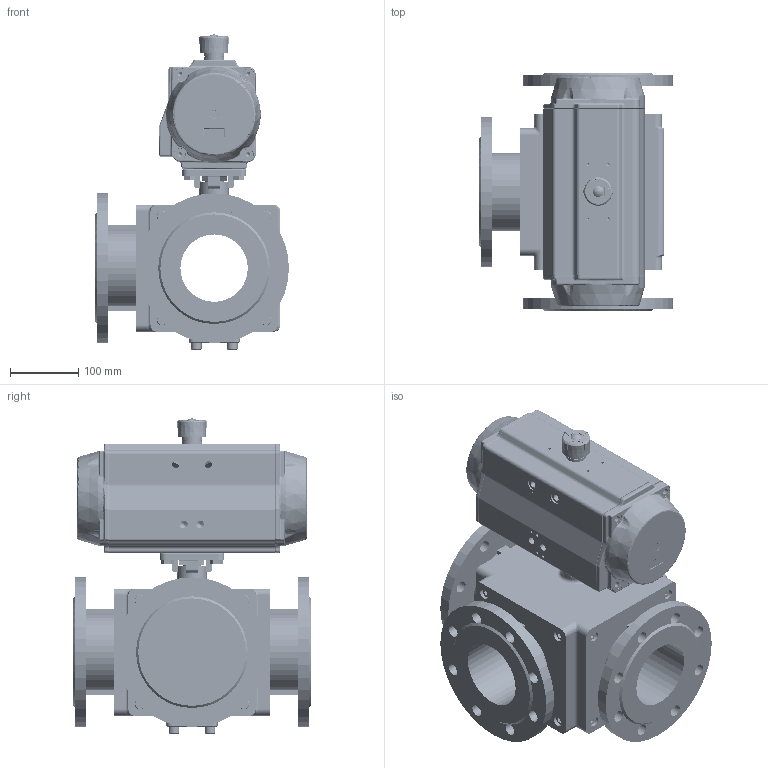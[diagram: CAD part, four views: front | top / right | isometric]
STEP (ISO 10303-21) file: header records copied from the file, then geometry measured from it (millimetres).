
FILE_DESCRIPTION(/* description */ ('Unknown'),/* implementation_level */ '2;1');
FILE_NAME(/* name */ 'PD08 9342_9343-12',/* time_stamp */ '2025-03-21T08:49:29+01:00',/* author */ ('Unknown'),/* organization */ ('Unknown'),/* preprocessor_version */ 'ST-DEVELOPER v19.4',/* originating_system */ 'Solid Edge',/* authorisation */ 'Unknown');
FILE_SCHEMA (('AUTOMOTIVE_DESIGN {1 0 10303 214 3 1 1}'));
Products named in the file (22): PD08 9342_9343-12; 9342_9343-12; Body; CAP; 概裝; 固定球套; 固定轴密封圈; 嘐隅粣; 极裔蟈諉蹟邡; MV-85L-YT-DN100; MV-85L-FS-DN100; PD08_PE07; VTE125埴詰; vt125-2016-06-25; vt125-2016-06-25   酘傷裔_MIR; VT125-03-01   活塞; VT125-3 粣; Optische Anzeige; ______; ________(___________; cup head nib bolts with large head gb_GB_FASTENER_BOLT_CHNBW M6X25-N; DIN 933 M10x25 A2-70 BLK_EDST
Assembly tree (45 placements, depth 4):
  PD08 9342_9343-12
    9342_9343-12
      Body
      CAP  x3
      概裝
      固定球套
      固定轴密封圈
      嘐隅粣
      极裔蟈諉蹟邡  x16
      MV-85L-YT-DN100
      MV-85L-FS-DN100
    PD08_PE07
      VTE125埴詰
      vt125-2016-06-25
      vt125-2016-06-25   酘傷裔_MIR
      VT125-03-01   活塞  x2
      VT125-3 粣
      Optische Anzeige
        ______
        ________(___________  x4
        cup head nib bolts with large head gb_GB_FASTENER_BOLT_CHNBW M6X25-N
    DIN 933 M10x25 A2-70 BLK_EDST  x4
Bounding box: 285 x 350 x 463.2 mm (x, y, z)
Volume: 9508406.4 mm3; surface area: 1652473.9 mm2
Topology: 42 solids, 42 shells, 4346 faces, 10817 edges, 6674 vertices
Faces by surface type: plane 1398, cylinder 1225, bspline 823, torus 524, cone 323, sphere 53
Full cylindrical faces by diameter (mm): 3 x16, 3.3 x8, 4.134 x8, 4.66 x1, 4.917 x1, 6 x1, 6.2 x1, 6.647 x12, 7 x1, 8.376 x4, 10 x4, 10.106 x2, 11.445 x2, 13 x2, 17 x12, 17.5 x2, 25 x1, 26 x2, 26.4 x1, 28.2 x1, 30 x5, 38.5 x1, 40 x2, 41 x1, 47.4 x1, 49 x1, 53 x4, 112 x2, 115.4 x2, 120 x2
Entity records: 131538 total; most frequent: CARTESIAN_POINT 62585, ORIENTED_EDGE 15056, DIRECTION 12474, EDGE_CURVE 7528, VERTEX_POINT 4834, AXIS2_PLACEMENT_3D 4732, FACE_BOUND 3628, EDGE_LOOP 3606
